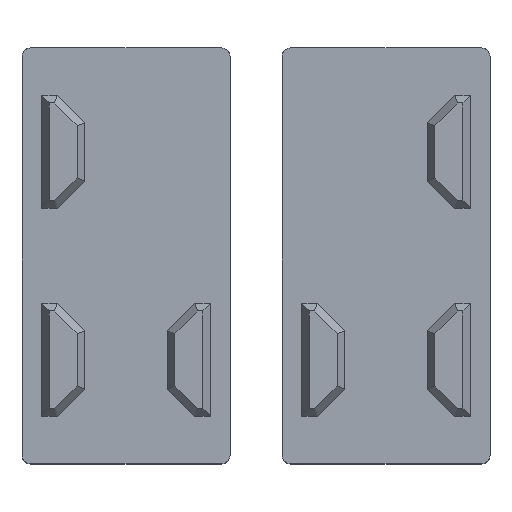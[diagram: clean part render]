
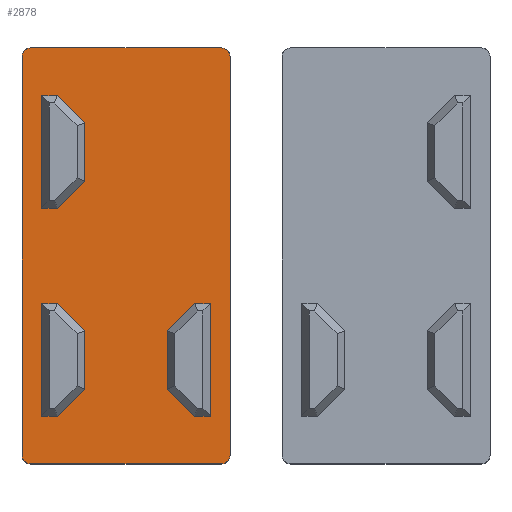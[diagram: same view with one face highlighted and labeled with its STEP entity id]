
A CAD part, top view. The second image highlights one B-rep face of the part: STEP entity #2878.
In plain terms, the highlighted planar face has unit normal (0, 0, 1).
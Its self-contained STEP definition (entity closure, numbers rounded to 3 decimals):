
#39=FACE_BOUND('',#369,.T.);
#40=FACE_BOUND('',#370,.T.);
#41=FACE_BOUND('',#371,.T.);
#63=PLANE('',#3069);
#196=FACE_OUTER_BOUND('',#368,.T.);
#368=EDGE_LOOP('',(#2013,#2014,#2015,#2016,#2017,#2018,#2019,#2020));
#369=EDGE_LOOP('',(#2021,#2022,#2023,#2024,#2025,#2026,#2027,#2028));
#370=EDGE_LOOP('',(#2029,#2030,#2031,#2032,#2033,#2034,#2035,#2036));
#371=EDGE_LOOP('',(#2037,#2038,#2039,#2040,#2041,#2042,#2043,#2044));
#617=LINE('',#4151,#943);
#619=LINE('',#4155,#945);
#620=LINE('',#4159,#946);
#621=LINE('',#4163,#947);
#622=LINE('',#4167,#948);
#623=LINE('',#4169,#949);
#624=LINE('',#4171,#950);
#625=LINE('',#4173,#951);
#626=LINE('',#4175,#952);
#627=LINE('',#4177,#953);
#628=LINE('',#4179,#954);
#629=LINE('',#4180,#955);
#630=LINE('',#4183,#956);
#631=LINE('',#4185,#957);
#632=LINE('',#4187,#958);
#633=LINE('',#4189,#959);
#634=LINE('',#4191,#960);
#635=LINE('',#4193,#961);
#636=LINE('',#4195,#962);
#637=LINE('',#4196,#963);
#638=LINE('',#4199,#964);
#639=LINE('',#4201,#965);
#640=LINE('',#4203,#966);
#641=LINE('',#4205,#967);
#642=LINE('',#4207,#968);
#643=LINE('',#4209,#969);
#644=LINE('',#4211,#970);
#645=LINE('',#4212,#971);
#943=VECTOR('',#3326,10.);
#945=VECTOR('',#3330,10.);
#946=VECTOR('',#3333,10.);
#947=VECTOR('',#3336,10.);
#948=VECTOR('',#3339,10.);
#949=VECTOR('',#3340,10.);
#950=VECTOR('',#3341,10.);
#951=VECTOR('',#3342,10.);
#952=VECTOR('',#3343,10.);
#953=VECTOR('',#3344,10.);
#954=VECTOR('',#3345,10.);
#955=VECTOR('',#3346,10.);
#956=VECTOR('',#3347,10.);
#957=VECTOR('',#3348,10.);
#958=VECTOR('',#3349,10.);
#959=VECTOR('',#3350,10.);
#960=VECTOR('',#3351,10.);
#961=VECTOR('',#3352,10.);
#962=VECTOR('',#3353,10.);
#963=VECTOR('',#3354,10.);
#964=VECTOR('',#3355,10.);
#965=VECTOR('',#3356,10.);
#966=VECTOR('',#3357,10.);
#967=VECTOR('',#3358,10.);
#968=VECTOR('',#3359,10.);
#969=VECTOR('',#3360,10.);
#970=VECTOR('',#3361,10.);
#971=VECTOR('',#3362,10.);
#1263=CIRCLE('',#3063,0.82);
#1264=CIRCLE('',#3070,0.82);
#1265=CIRCLE('',#3071,0.82);
#1266=CIRCLE('',#3072,0.82);
#1303=VERTEX_POINT('',#4118);
#1304=VERTEX_POINT('',#4119);
#1313=VERTEX_POINT('',#4150);
#1314=VERTEX_POINT('',#4154);
#1315=VERTEX_POINT('',#4156);
#1316=VERTEX_POINT('',#4158);
#1317=VERTEX_POINT('',#4160);
#1318=VERTEX_POINT('',#4162);
#1319=VERTEX_POINT('',#4165);
#1320=VERTEX_POINT('',#4166);
#1321=VERTEX_POINT('',#4168);
#1322=VERTEX_POINT('',#4170);
#1323=VERTEX_POINT('',#4172);
#1324=VERTEX_POINT('',#4174);
#1325=VERTEX_POINT('',#4176);
#1326=VERTEX_POINT('',#4178);
#1327=VERTEX_POINT('',#4181);
#1328=VERTEX_POINT('',#4182);
#1329=VERTEX_POINT('',#4184);
#1330=VERTEX_POINT('',#4186);
#1331=VERTEX_POINT('',#4188);
#1332=VERTEX_POINT('',#4190);
#1333=VERTEX_POINT('',#4192);
#1334=VERTEX_POINT('',#4194);
#1335=VERTEX_POINT('',#4197);
#1336=VERTEX_POINT('',#4198);
#1337=VERTEX_POINT('',#4200);
#1338=VERTEX_POINT('',#4202);
#1339=VERTEX_POINT('',#4204);
#1340=VERTEX_POINT('',#4206);
#1341=VERTEX_POINT('',#4208);
#1342=VERTEX_POINT('',#4210);
#1571=EDGE_CURVE('',#1303,#1304,#1263,.T.);
#1582=EDGE_CURVE('',#1313,#1304,#617,.T.);
#1584=EDGE_CURVE('',#1303,#1314,#619,.T.);
#1585=EDGE_CURVE('',#1315,#1314,#1264,.T.);
#1586=EDGE_CURVE('',#1315,#1316,#620,.T.);
#1587=EDGE_CURVE('',#1317,#1316,#1265,.T.);
#1588=EDGE_CURVE('',#1317,#1318,#621,.T.);
#1589=EDGE_CURVE('',#1313,#1318,#1266,.T.);
#1590=EDGE_CURVE('',#1319,#1320,#622,.T.);
#1591=EDGE_CURVE('',#1321,#1320,#623,.F.);
#1592=EDGE_CURVE('',#1321,#1322,#624,.T.);
#1593=EDGE_CURVE('',#1322,#1323,#625,.T.);
#1594=EDGE_CURVE('',#1323,#1324,#626,.T.);
#1595=EDGE_CURVE('',#1324,#1325,#627,.T.);
#1596=EDGE_CURVE('',#1326,#1325,#628,.F.);
#1597=EDGE_CURVE('',#1326,#1319,#629,.T.);
#1598=EDGE_CURVE('',#1327,#1328,#630,.T.);
#1599=EDGE_CURVE('',#1329,#1328,#631,.F.);
#1600=EDGE_CURVE('',#1329,#1330,#632,.T.);
#1601=EDGE_CURVE('',#1330,#1331,#633,.T.);
#1602=EDGE_CURVE('',#1331,#1332,#634,.T.);
#1603=EDGE_CURVE('',#1332,#1333,#635,.T.);
#1604=EDGE_CURVE('',#1334,#1333,#636,.F.);
#1605=EDGE_CURVE('',#1334,#1327,#637,.T.);
#1606=EDGE_CURVE('',#1335,#1336,#638,.T.);
#1607=EDGE_CURVE('',#1336,#1337,#639,.T.);
#1608=EDGE_CURVE('',#1338,#1337,#640,.F.);
#1609=EDGE_CURVE('',#1338,#1339,#641,.T.);
#1610=EDGE_CURVE('',#1339,#1340,#642,.T.);
#1611=EDGE_CURVE('',#1341,#1340,#643,.F.);
#1612=EDGE_CURVE('',#1341,#1342,#644,.T.);
#1613=EDGE_CURVE('',#1342,#1335,#645,.T.);
#2013=ORIENTED_EDGE('',*,*,#1571,.F.);
#2014=ORIENTED_EDGE('',*,*,#1584,.T.);
#2015=ORIENTED_EDGE('',*,*,#1585,.F.);
#2016=ORIENTED_EDGE('',*,*,#1586,.T.);
#2017=ORIENTED_EDGE('',*,*,#1587,.F.);
#2018=ORIENTED_EDGE('',*,*,#1588,.T.);
#2019=ORIENTED_EDGE('',*,*,#1589,.F.);
#2020=ORIENTED_EDGE('',*,*,#1582,.T.);
#2021=ORIENTED_EDGE('',*,*,#1590,.T.);
#2022=ORIENTED_EDGE('',*,*,#1591,.F.);
#2023=ORIENTED_EDGE('',*,*,#1592,.T.);
#2024=ORIENTED_EDGE('',*,*,#1593,.T.);
#2025=ORIENTED_EDGE('',*,*,#1594,.T.);
#2026=ORIENTED_EDGE('',*,*,#1595,.T.);
#2027=ORIENTED_EDGE('',*,*,#1596,.F.);
#2028=ORIENTED_EDGE('',*,*,#1597,.T.);
#2029=ORIENTED_EDGE('',*,*,#1598,.T.);
#2030=ORIENTED_EDGE('',*,*,#1599,.F.);
#2031=ORIENTED_EDGE('',*,*,#1600,.T.);
#2032=ORIENTED_EDGE('',*,*,#1601,.T.);
#2033=ORIENTED_EDGE('',*,*,#1602,.T.);
#2034=ORIENTED_EDGE('',*,*,#1603,.T.);
#2035=ORIENTED_EDGE('',*,*,#1604,.F.);
#2036=ORIENTED_EDGE('',*,*,#1605,.T.);
#2037=ORIENTED_EDGE('',*,*,#1606,.T.);
#2038=ORIENTED_EDGE('',*,*,#1607,.T.);
#2039=ORIENTED_EDGE('',*,*,#1608,.F.);
#2040=ORIENTED_EDGE('',*,*,#1609,.T.);
#2041=ORIENTED_EDGE('',*,*,#1610,.T.);
#2042=ORIENTED_EDGE('',*,*,#1611,.F.);
#2043=ORIENTED_EDGE('',*,*,#1612,.T.);
#2044=ORIENTED_EDGE('',*,*,#1613,.T.);
#2878=ADVANCED_FACE('',(#196,#39,#40,#41),#63,.T.);
#3063=AXIS2_PLACEMENT_3D('',#4120,#3308,#3309);
#3069=AXIS2_PLACEMENT_3D('',#4153,#3328,#3329);
#3070=AXIS2_PLACEMENT_3D('',#4157,#3331,#3332);
#3071=AXIS2_PLACEMENT_3D('',#4161,#3334,#3335);
#3072=AXIS2_PLACEMENT_3D('',#4164,#3337,#3338);
#3308=DIRECTION('center_axis',(0.,0.,-1.));
#3309=DIRECTION('ref_axis',(0.707,-0.707,0.));
#3326=DIRECTION('',(1.,0.,0.));
#3328=DIRECTION('center_axis',(0.,0.,1.));
#3329=DIRECTION('ref_axis',(1.,0.,0.));
#3330=DIRECTION('',(0.,1.,0.));
#3331=DIRECTION('center_axis',(0.,0.,-1.));
#3332=DIRECTION('ref_axis',(0.707,0.707,0.));
#3333=DIRECTION('',(-1.,0.,0.));
#3334=DIRECTION('center_axis',(0.,0.,-1.));
#3335=DIRECTION('ref_axis',(-0.707,0.707,0.));
#3336=DIRECTION('',(0.,-1.,0.));
#3337=DIRECTION('center_axis',(0.,0.,-1.));
#3338=DIRECTION('ref_axis',(-0.707,-0.707,0.));
#3339=DIRECTION('',(0.,-1.,0.));
#3340=DIRECTION('',(-0.707,-0.707,0.));
#3341=DIRECTION('',(-1.,0.,0.));
#3342=DIRECTION('',(0.,1.,0.));
#3343=DIRECTION('',(0.,1.,0.));
#3344=DIRECTION('',(1.,0.,0.));
#3345=DIRECTION('',(0.707,-0.707,0.));
#3346=DIRECTION('',(0.,-1.,0.));
#3347=DIRECTION('',(0.,-1.,0.));
#3348=DIRECTION('',(-0.707,-0.707,0.));
#3349=DIRECTION('',(-1.,0.,0.));
#3350=DIRECTION('',(0.,1.,0.));
#3351=DIRECTION('',(0.,1.,0.));
#3352=DIRECTION('',(1.,0.,0.));
#3353=DIRECTION('',(0.707,-0.707,0.));
#3354=DIRECTION('',(0.,-1.,0.));
#3355=DIRECTION('',(0.,-1.,0.));
#3356=DIRECTION('',(-1.,0.,0.));
#3357=DIRECTION('',(-0.707,0.707,0.));
#3358=DIRECTION('',(0.,1.,0.));
#3359=DIRECTION('',(0.,1.,0.));
#3360=DIRECTION('',(0.707,0.707,0.));
#3361=DIRECTION('',(1.,0.,0.));
#3362=DIRECTION('',(0.,-1.,0.));
#4118=CARTESIAN_POINT('',(20.,0.82,2.));
#4119=CARTESIAN_POINT('',(19.18,0.,2.));
#4120=CARTESIAN_POINT('Origin',(19.18,0.82,2.));
#4150=CARTESIAN_POINT('',(0.82,0.,2.));
#4151=CARTESIAN_POINT('',(0.,0.,2.));
#4153=CARTESIAN_POINT('Origin',(10.,20.,2.));
#4154=CARTESIAN_POINT('',(20.,39.18,2.));
#4155=CARTESIAN_POINT('',(20.,0.,2.));
#4156=CARTESIAN_POINT('',(19.18,40.,2.));
#4157=CARTESIAN_POINT('Origin',(19.18,39.18,2.));
#4158=CARTESIAN_POINT('',(0.82,40.,2.));
#4159=CARTESIAN_POINT('',(20.,40.,2.));
#4160=CARTESIAN_POINT('',(0.,39.18,2.));
#4161=CARTESIAN_POINT('Origin',(0.82,39.18,2.));
#4162=CARTESIAN_POINT('',(0.,0.82,2.));
#4163=CARTESIAN_POINT('',(0.,40.,2.));
#4164=CARTESIAN_POINT('Origin',(0.82,0.82,2.));
#4165=CARTESIAN_POINT('',(6.,30.,2.));
#4166=CARTESIAN_POINT('',(6.,27.2,2.));
#4167=CARTESIAN_POINT('',(6.,22.3,2.));
#4168=CARTESIAN_POINT('',(3.4,24.6,2.));
#4169=CARTESIAN_POINT('',(4.55,25.75,2.));
#4170=CARTESIAN_POINT('',(1.9,24.6,2.));
#4171=CARTESIAN_POINT('',(5.95,24.6,2.));
#4172=CARTESIAN_POINT('',(1.9,30.,2.));
#4173=CARTESIAN_POINT('',(1.9,27.7,2.));
#4174=CARTESIAN_POINT('',(1.9,35.4,2.));
#4175=CARTESIAN_POINT('',(1.9,27.7,2.));
#4176=CARTESIAN_POINT('',(3.4,35.4,2.));
#4177=CARTESIAN_POINT('',(8.,35.4,2.));
#4178=CARTESIAN_POINT('',(6.,32.8,2.));
#4179=CARTESIAN_POINT('',(9.55,29.25,2.));
#4180=CARTESIAN_POINT('',(6.,22.3,2.));
#4181=CARTESIAN_POINT('',(6.,10.,2.));
#4182=CARTESIAN_POINT('',(6.,7.2,2.));
#4183=CARTESIAN_POINT('',(6.,12.3,2.));
#4184=CARTESIAN_POINT('',(3.4,4.6,2.));
#4185=CARTESIAN_POINT('',(9.55,10.75,2.));
#4186=CARTESIAN_POINT('',(1.9,4.6,2.));
#4187=CARTESIAN_POINT('',(5.95,4.6,2.));
#4188=CARTESIAN_POINT('',(1.9,10.,2.));
#4189=CARTESIAN_POINT('',(1.9,17.7,2.));
#4190=CARTESIAN_POINT('',(1.9,15.4,2.));
#4191=CARTESIAN_POINT('',(1.9,17.7,2.));
#4192=CARTESIAN_POINT('',(3.4,15.4,2.));
#4193=CARTESIAN_POINT('',(8.,15.4,2.));
#4194=CARTESIAN_POINT('',(6.,12.8,2.));
#4195=CARTESIAN_POINT('',(4.55,14.25,2.));
#4196=CARTESIAN_POINT('',(6.,12.3,2.));
#4197=CARTESIAN_POINT('',(18.1,10.,2.));
#4198=CARTESIAN_POINT('',(18.1,4.6,2.));
#4199=CARTESIAN_POINT('',(18.1,12.3,2.));
#4200=CARTESIAN_POINT('',(16.6,4.6,2.));
#4201=CARTESIAN_POINT('',(12.,4.6,2.));
#4202=CARTESIAN_POINT('',(14.,7.2,2.));
#4203=CARTESIAN_POINT('',(10.45,10.75,2.));
#4204=CARTESIAN_POINT('',(14.,10.,2.));
#4205=CARTESIAN_POINT('',(14.,17.7,2.));
#4206=CARTESIAN_POINT('',(14.,12.8,2.));
#4207=CARTESIAN_POINT('',(14.,17.7,2.));
#4208=CARTESIAN_POINT('',(16.6,15.4,2.));
#4209=CARTESIAN_POINT('',(15.45,14.25,2.));
#4210=CARTESIAN_POINT('',(18.1,15.4,2.));
#4211=CARTESIAN_POINT('',(14.05,15.4,2.));
#4212=CARTESIAN_POINT('',(18.1,12.3,2.));
